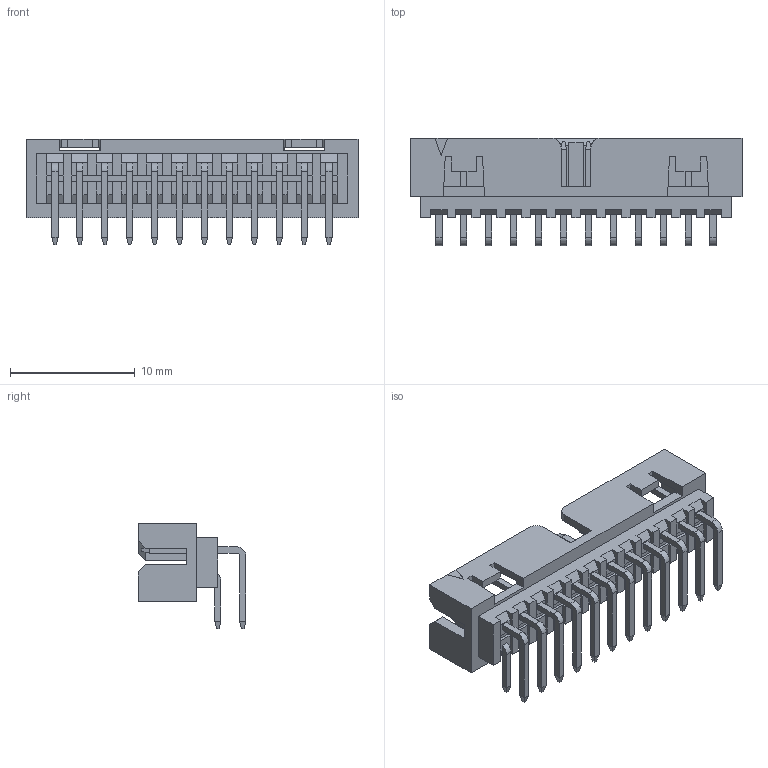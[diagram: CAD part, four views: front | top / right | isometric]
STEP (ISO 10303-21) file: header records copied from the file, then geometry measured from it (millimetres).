
FILE_DESCRIPTION((''),'2;1');
FILE_NAME('878332421','2018-12-13T',('gga'),(''),'PRO/ENGINEER BY PARAMETRIC TECHNOLOGY CORPORATION, 2016010','PRO/ENGINEER BY PARAMETRIC TECHNOLOGY CORPORATION, 2016010','');
FILE_SCHEMA(('CONFIG_CONTROL_DESIGN'));
Length unit declared in the file: millimetre
Products named in the file (1): 878332421
Bounding box: 26.65 x 8.65 x 8.46 mm (x, y, z)
Volume: 482.8 mm3; surface area: 1420.7 mm2
Topology: 1 solids, 1 shells, 723 faces, 1912 edges, 1224 vertices
Faces by surface type: plane 673, cylinder 50
Entity records: 21779 total; most frequent: CARTESIAN_POINT 3822, ORIENTED_EDGE 3728, DIRECTION 3506, EDGE_CURVE 1864, VECTOR 1762, LINE 1762, VERTEX_POINT 1176, AXIS2_PLACEMENT_3D 872
